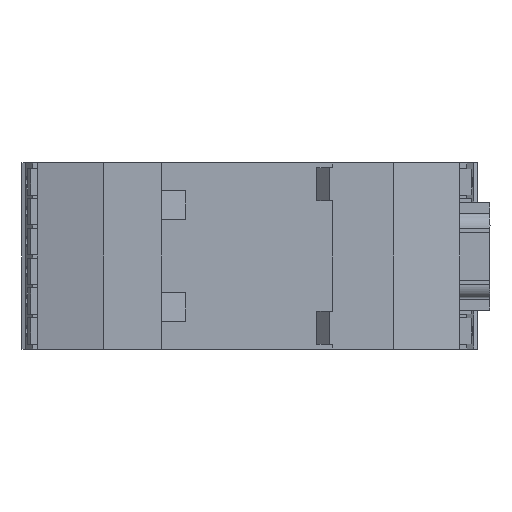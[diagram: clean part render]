
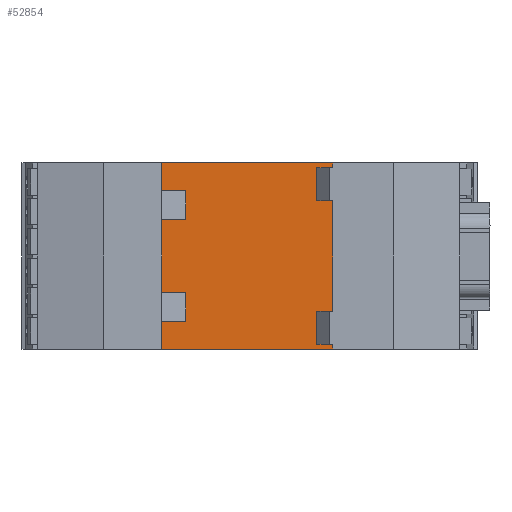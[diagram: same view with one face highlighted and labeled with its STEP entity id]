
A CAD part, left-side view. The second image highlights one B-rep face of the part: STEP entity #52854.
In plain terms, the highlighted planar face has unit normal (-1, 0, 0).
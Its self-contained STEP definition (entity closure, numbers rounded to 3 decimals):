
#2089 = EDGE_CURVE ( 'NONE', #12494, #12498, #40348, .T. ) ;
#2096 = EDGE_CURVE ( 'NONE', #32348, #32698, #40355, .T. ) ;
#9552 = VECTOR ( 'NONE', #86381, 1000. ) ;
#9556 = VECTOR ( 'NONE', #86389, 1000. ) ;
#9558 = VECTOR ( 'NONE', #86393, 1000. ) ;
#9560 = VECTOR ( 'NONE', #86397, 1000. ) ;
#9563 = VECTOR ( 'NONE', #86403, 1000. ) ;
#9565 = VECTOR ( 'NONE', #86407, 1000. ) ;
#9795 = VECTOR ( 'NONE', #86587, 1000. ) ;
#9908 = VECTOR ( 'NONE', #86651, 1000. ) ;
#9912 = VECTOR ( 'NONE', #86653, 1000. ) ;
#9913 = VECTOR ( 'NONE', #86655, 1000. ) ;
#12494 = VERTEX_POINT ( 'NONE', #81289 ) ;
#12498 = VERTEX_POINT ( 'NONE', #81291 ) ;
#14979 = AXIS2_PLACEMENT_3D ( 'NONE', #30984, #30985, #30987 ) ;
#22324 = EDGE_CURVE ( 'NONE', #29550, #12494, #85526, .T. ) ;
#22328 = EDGE_CURVE ( 'NONE', #29555, #29557, #85533, .T. ) ;
#22330 = EDGE_CURVE ( 'NONE', #29557, #29550, #85537, .T. ) ;
#22332 = EDGE_CURVE ( 'NONE', #32698, #29560, #85540, .T. ) ;
#22335 = EDGE_CURVE ( 'NONE', #29560, #29563, #85546, .T. ) ;
#22337 = EDGE_CURVE ( 'NONE', #29563, #29565, #85549, .T. ) ;
#22419 = EDGE_CURVE ( 'NONE', #29643, #32348, #85629, .T. ) ;
#22451 = EDGE_CURVE ( 'NONE', #29565, #29555, #86709, .T. ) ;
#22452 = EDGE_CURVE ( 'NONE', #29643, #29672, #86710, .T. ) ;
#22453 = EDGE_CURVE ( 'NONE', #12498, #29672, #86711, .T. ) ;
#29550 = VERTEX_POINT ( 'NONE', #87980 ) ;
#29555 = VERTEX_POINT ( 'NONE', #87982 ) ;
#29557 = VERTEX_POINT ( 'NONE', #87983 ) ;
#29560 = VERTEX_POINT ( 'NONE', #87984 ) ;
#29563 = VERTEX_POINT ( 'NONE', #87985 ) ;
#29565 = VERTEX_POINT ( 'NONE', #87986 ) ;
#29643 = VERTEX_POINT ( 'NONE', #88030 ) ;
#29672 = VERTEX_POINT ( 'NONE', #88046 ) ;
#30983 = PLANE ( 'NONE',  #14979 ) ;
#30984 = CARTESIAN_POINT ( 'NONE',  ( -41.89, 16.653, 39.925 ) ) ;
#30985 = DIRECTION ( 'NONE',  ( 1., 0., 0. ) ) ;
#30987 = DIRECTION ( 'NONE',  ( 0., 0., -1. ) ) ;
#31118 = FACE_OUTER_BOUND ( 'NONE', #38683, .T. ) ;
#32348 = VERTEX_POINT ( 'NONE', #88176 ) ;
#32698 = VERTEX_POINT ( 'NONE', #88203 ) ;
#38683 = EDGE_LOOP ( 'NONE', ( #63029, #63030, #63031, #63028, #63032, #63033, #63034, #63035, #63037, #63036, #63039, #63038 ) ) ;
#40348 = LINE ( 'NONE', #43753, #88665 ) ;
#40355 = LINE ( 'NONE', #43767, #88877 ) ;
#43753 = CARTESIAN_POINT ( 'NONE',  ( -41.89, -24.647, 39.925 ) ) ;
#43754 = DIRECTION ( 'NONE',  ( 0., 0., -1. ) ) ;
#43767 = CARTESIAN_POINT ( 'NONE',  ( -41.89, -24.647, 39.925 ) ) ;
#43768 = DIRECTION ( 'NONE',  ( 0., 0., -1. ) ) ;
#52854 = ADVANCED_FACE ( 'NONE', ( #31118 ), #30983, .F. ) ;
#63028 = ORIENTED_EDGE ( 'NONE', *, *, #22335, .F. ) ;
#63029 = ORIENTED_EDGE ( 'NONE', *, *, #22328, .F. ) ;
#63030 = ORIENTED_EDGE ( 'NONE', *, *, #22451, .F. ) ;
#63031 = ORIENTED_EDGE ( 'NONE', *, *, #22337, .F. ) ;
#63032 = ORIENTED_EDGE ( 'NONE', *, *, #22332, .F. ) ;
#63033 = ORIENTED_EDGE ( 'NONE', *, *, #2096, .F. ) ;
#63034 = ORIENTED_EDGE ( 'NONE', *, *, #22419, .F. ) ;
#63035 = ORIENTED_EDGE ( 'NONE', *, *, #22452, .T. ) ;
#63036 = ORIENTED_EDGE ( 'NONE', *, *, #2089, .F. ) ;
#63037 = ORIENTED_EDGE ( 'NONE', *, *, #22453, .F. ) ;
#63038 = ORIENTED_EDGE ( 'NONE', *, *, #22330, .F. ) ;
#63039 = ORIENTED_EDGE ( 'NONE', *, *, #22324, .F. ) ;
#81289 = CARTESIAN_POINT ( 'NONE',  ( -41.89, -24.647, -3.875 ) ) ;
#81291 = CARTESIAN_POINT ( 'NONE',  ( -41.89, -24.647, -5.075 ) ) ;
#85526 = LINE ( 'NONE', #86380, #9552 ) ;
#85533 = LINE ( 'NONE', #86388, #9556 ) ;
#85537 = LINE ( 'NONE', #86392, #9558 ) ;
#85540 = LINE ( 'NONE', #86396, #9560 ) ;
#85546 = LINE ( 'NONE', #86402, #9563 ) ;
#85549 = LINE ( 'NONE', #86406, #9565 ) ;
#85629 = LINE ( 'NONE', #86586, #9795 ) ;
#86380 = CARTESIAN_POINT ( 'NONE',  ( -41.89, 16.653, -3.875 ) ) ;
#86381 = DIRECTION ( 'NONE',  ( 0., -1., 0. ) ) ;
#86388 = CARTESIAN_POINT ( 'NONE',  ( -41.89, 16.653, 4.125 ) ) ;
#86389 = DIRECTION ( 'NONE',  ( 0., 1., 0. ) ) ;
#86392 = CARTESIAN_POINT ( 'NONE',  ( -41.89, -21.847, 39.925 ) ) ;
#86393 = DIRECTION ( 'NONE',  ( 0., 0., -1. ) ) ;
#86396 = CARTESIAN_POINT ( 'NONE',  ( -41.89, 16.653, 38.725 ) ) ;
#86397 = DIRECTION ( 'NONE',  ( 0., 1., 0. ) ) ;
#86402 = CARTESIAN_POINT ( 'NONE',  ( -41.89, -21.847, 39.925 ) ) ;
#86403 = DIRECTION ( 'NONE',  ( 0., 0., -1. ) ) ;
#86406 = CARTESIAN_POINT ( 'NONE',  ( -41.89, 16.653, 30.725 ) ) ;
#86407 = DIRECTION ( 'NONE',  ( 0., -1., 0. ) ) ;
#86586 = CARTESIAN_POINT ( 'NONE',  ( -41.89, 16.653, 39.925 ) ) ;
#86587 = DIRECTION ( 'NONE',  ( 0., -1., 0. ) ) ;
#86650 = CARTESIAN_POINT ( 'NONE',  ( -41.89, -24.647, 39.925 ) ) ;
#86651 = DIRECTION ( 'NONE',  ( 0., 0., -1. ) ) ;
#86652 = CARTESIAN_POINT ( 'NONE',  ( -41.89, 16.653, 39.925 ) ) ;
#86653 = DIRECTION ( 'NONE',  ( 0., 0., -1. ) ) ;
#86654 = CARTESIAN_POINT ( 'NONE',  ( -41.89, 18.853, -5.075 ) ) ;
#86655 = DIRECTION ( 'NONE',  ( 0., 1., 0. ) ) ;
#86709 = LINE ( 'NONE', #86650, #9908 ) ;
#86710 = LINE ( 'NONE', #86652, #9912 ) ;
#86711 = LINE ( 'NONE', #86654, #9913 ) ;
#87980 = CARTESIAN_POINT ( 'NONE',  ( -41.89, -21.847, -3.875 ) ) ;
#87982 = CARTESIAN_POINT ( 'NONE',  ( -41.89, -24.647, 4.125 ) ) ;
#87983 = CARTESIAN_POINT ( 'NONE',  ( -41.89, -21.847, 4.125 ) ) ;
#87984 = CARTESIAN_POINT ( 'NONE',  ( -41.89, -21.847, 38.725 ) ) ;
#87985 = CARTESIAN_POINT ( 'NONE',  ( -41.89, -21.847, 30.725 ) ) ;
#87986 = CARTESIAN_POINT ( 'NONE',  ( -41.89, -24.647, 30.725 ) ) ;
#88030 = CARTESIAN_POINT ( 'NONE',  ( -41.89, 16.653, 39.925 ) ) ;
#88046 = CARTESIAN_POINT ( 'NONE',  ( -41.89, 16.653, -5.075 ) ) ;
#88176 = CARTESIAN_POINT ( 'NONE',  ( -41.89, -24.647, 39.925 ) ) ;
#88203 = CARTESIAN_POINT ( 'NONE',  ( -41.89, -24.647, 38.725 ) ) ;
#88665 = VECTOR ( 'NONE', #43754, 1000. ) ;
#88877 = VECTOR ( 'NONE', #43768, 1000. ) ;
